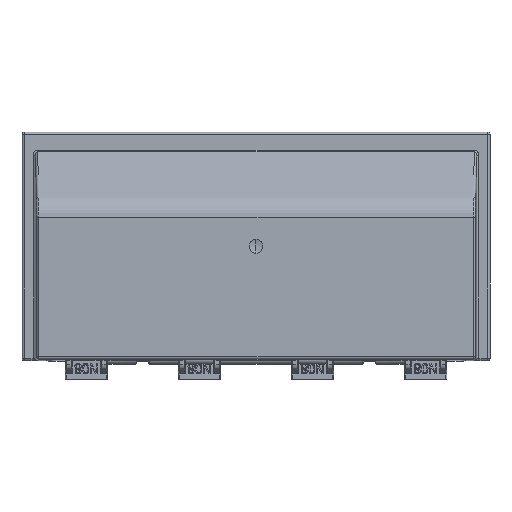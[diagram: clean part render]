
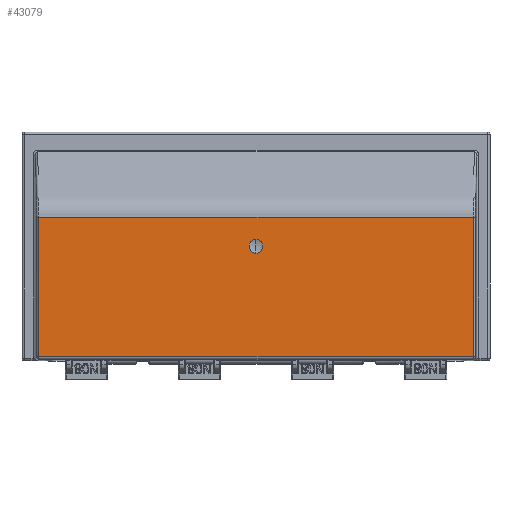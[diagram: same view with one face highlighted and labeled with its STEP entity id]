
A CAD part, front view. The second image highlights one B-rep face of the part: STEP entity #43079.
In plain terms, the highlighted planar face has unit normal (0, -1, 0).
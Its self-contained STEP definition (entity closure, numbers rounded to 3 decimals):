
#2307 = CIRCLE ( 'NONE', #25539, 3.122 ) ;
#2908 = FACE_OUTER_BOUND ( 'NONE', #4242, .T. ) ;
#3452 = LINE ( 'NONE', #30449, #38090 ) ;
#4242 = EDGE_LOOP ( 'NONE', ( #37090, #33299, #19941, #11099 ) ) ;
#5513 = CARTESIAN_POINT ( 'NONE',  ( 97.887, -19.8, 1.674 ) ) ;
#5962 = CARTESIAN_POINT ( 'NONE',  ( 0., -19.8, 48.409 ) ) ;
#6532 = CARTESIAN_POINT ( 'NONE',  ( -105.5, -19.8, 103. ) ) ;
#8133 = EDGE_CURVE ( 'NONE', #37903, #17933, #23807, .T. ) ;
#8271 = ORIENTED_EDGE ( 'NONE', *, *, #24924, .T. ) ;
#10898 = CARTESIAN_POINT ( 'NONE',  ( 0., -19.8, 51.531 ) ) ;
#11099 = ORIENTED_EDGE ( 'NONE', *, *, #19001, .T. ) ;
#13244 = PLANE ( 'NONE',  #24450 ) ;
#13614 = DIRECTION ( 'NONE',  ( -1., 0., 0. ) ) ;
#14244 = DIRECTION ( 'NONE',  ( -1., 0., 0. ) ) ;
#14451 = DIRECTION ( 'NONE',  ( 0., 1., 0. ) ) ;
#15439 = VERTEX_POINT ( 'NONE', #40807 ) ;
#16177 = LINE ( 'NONE', #20372, #24024 ) ;
#16630 = DIRECTION ( 'NONE',  ( -1., 0., 0. ) ) ;
#17023 = CARTESIAN_POINT ( 'NONE',  ( -97.887, -19.8, 1.674 ) ) ;
#17107 = VERTEX_POINT ( 'NONE', #5962 ) ;
#17933 = VERTEX_POINT ( 'NONE', #5513 ) ;
#19001 = EDGE_CURVE ( 'NONE', #15439, #37903, #25211, .T. ) ;
#19941 = ORIENTED_EDGE ( 'NONE', *, *, #21080, .T. ) ;
#20325 = DIRECTION ( 'NONE',  ( 0., 0., 1. ) ) ;
#20372 = CARTESIAN_POINT ( 'NONE',  ( -105.5, -19.8, 64.59 ) ) ;
#20630 = DIRECTION ( 'NONE',  ( 1., 0., 0. ) ) ;
#21080 = EDGE_CURVE ( 'NONE', #36787, #15439, #16177, .T. ) ;
#23807 = LINE ( 'NONE', #40690, #41639 ) ;
#24024 = VECTOR ( 'NONE', #13614, 1000. ) ;
#24450 = AXIS2_PLACEMENT_3D ( 'NONE', #6532, #36714, #16630 ) ;
#24924 = EDGE_CURVE ( 'NONE', #34603, #17107, #2307, .T. ) ;
#25211 = LINE ( 'NONE', #30438, #41985 ) ;
#25539 = AXIS2_PLACEMENT_3D ( 'NONE', #10898, #34328, #14244 ) ;
#26838 = EDGE_CURVE ( 'NONE', #17107, #34603, #27966, .T. ) ;
#27966 = CIRCLE ( 'NONE', #41309, 3.122 ) ;
#29898 = CARTESIAN_POINT ( 'NONE',  ( 97.887, -19.8, 64.59 ) ) ;
#29907 = CARTESIAN_POINT ( 'NONE',  ( 0., -19.8, 54.654 ) ) ;
#30438 = CARTESIAN_POINT ( 'NONE',  ( -97.887, -19.8, 103. ) ) ;
#30449 = CARTESIAN_POINT ( 'NONE',  ( 97.887, -19.8, 103. ) ) ;
#33299 = ORIENTED_EDGE ( 'NONE', *, *, #42713, .T. ) ;
#33775 = DIRECTION ( 'NONE',  ( 0., 0., -1. ) ) ;
#34328 = DIRECTION ( 'NONE',  ( 0., 1., 0. ) ) ;
#34535 = CARTESIAN_POINT ( 'NONE',  ( 0., -19.8, 51.531 ) ) ;
#34603 = VERTEX_POINT ( 'NONE', #29907 ) ;
#34971 = EDGE_LOOP ( 'NONE', ( #39612, #8271 ) ) ;
#36714 = DIRECTION ( 'NONE',  ( 0., 1., 0. ) ) ;
#36787 = VERTEX_POINT ( 'NONE', #29898 ) ;
#37090 = ORIENTED_EDGE ( 'NONE', *, *, #8133, .T. ) ;
#37519 = FACE_BOUND ( 'NONE', #34971, .T. ) ;
#37903 = VERTEX_POINT ( 'NONE', #17023 ) ;
#37934 = DIRECTION ( 'NONE',  ( -1., 0., 0. ) ) ;
#38090 = VECTOR ( 'NONE', #20325, 1000. ) ;
#39612 = ORIENTED_EDGE ( 'NONE', *, *, #26838, .T. ) ;
#40690 = CARTESIAN_POINT ( 'NONE',  ( -105.5, -19.8, 1.674 ) ) ;
#40807 = CARTESIAN_POINT ( 'NONE',  ( -97.887, -19.8, 64.59 ) ) ;
#41309 = AXIS2_PLACEMENT_3D ( 'NONE', #34535, #14451, #37934 ) ;
#41639 = VECTOR ( 'NONE', #20630, 1000. ) ;
#41985 = VECTOR ( 'NONE', #33775, 1000. ) ;
#42713 = EDGE_CURVE ( 'NONE', #17933, #36787, #3452, .T. ) ;
#43079 = ADVANCED_FACE ( 'NONE', ( #37519, #2908 ), #13244, .F. ) ;
